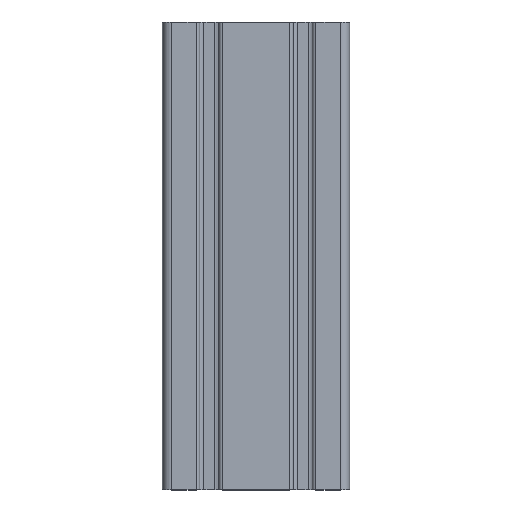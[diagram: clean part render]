
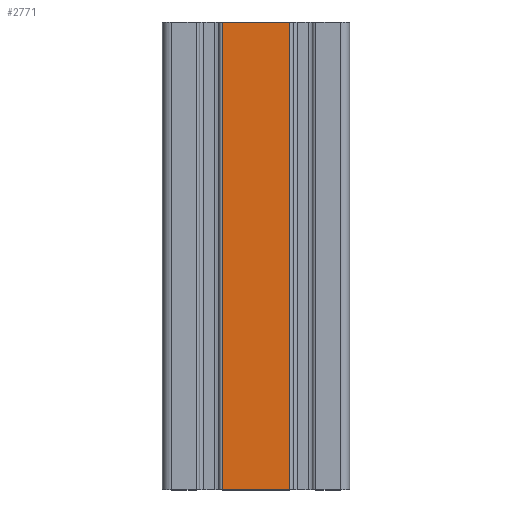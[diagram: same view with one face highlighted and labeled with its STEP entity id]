
A CAD part, top view. The second image highlights one B-rep face of the part: STEP entity #2771.
In plain terms, the highlighted planar face has unit normal (0, 0, 1).
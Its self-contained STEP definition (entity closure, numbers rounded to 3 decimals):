
#14 = LINE ( 'NONE', #1898, #1677 ) ;
#378 = CARTESIAN_POINT ( 'NONE',  ( -14.4, 0., 20. ) ) ;
#601 = DIRECTION ( 'NONE',  ( 0., -1., 0. ) ) ;
#711 = VECTOR ( 'NONE', #601, 1000. ) ;
#890 = DIRECTION ( 'NONE',  ( 1., 0., 0. ) ) ;
#897 = EDGE_CURVE ( 'NONE', #1444, #2067, #2790, .T. ) ;
#988 = DIRECTION ( 'NONE',  ( 1., 0., 0. ) ) ;
#1212 = ORIENTED_EDGE ( 'NONE', *, *, #3485, .T. ) ;
#1427 = VECTOR ( 'NONE', #1755, 1000. ) ;
#1444 = VERTEX_POINT ( 'NONE', #1969 ) ;
#1592 = VERTEX_POINT ( 'NONE', #3662 ) ;
#1677 = VECTOR ( 'NONE', #890, 1000. ) ;
#1755 = DIRECTION ( 'NONE',  ( 0., -1., 0. ) ) ;
#1898 = CARTESIAN_POINT ( 'NONE',  ( -14.4, 0., 20. ) ) ;
#1899 = FACE_OUTER_BOUND ( 'NONE', #2746, .T. ) ;
#1941 = CARTESIAN_POINT ( 'NONE',  ( -14.4, 0., 20. ) ) ;
#1969 = CARTESIAN_POINT ( 'NONE',  ( -14.4, 200., 20. ) ) ;
#2067 = VERTEX_POINT ( 'NONE', #4070 ) ;
#2081 = AXIS2_PLACEMENT_3D ( 'NONE', #1941, #2948, #3947 ) ;
#2148 = ORIENTED_EDGE ( 'NONE', *, *, #897, .F. ) ;
#2242 = CARTESIAN_POINT ( 'NONE',  ( 0., 200., 20. ) ) ;
#2297 = CARTESIAN_POINT ( 'NONE',  ( 14.4, 0., 20. ) ) ;
#2299 = LINE ( 'NONE', #378, #1427 ) ;
#2400 = EDGE_CURVE ( 'NONE', #2067, #1592, #3405, .T. ) ;
#2550 = VERTEX_POINT ( 'NONE', #3153 ) ;
#2746 = EDGE_LOOP ( 'NONE', ( #2781, #3841, #2148, #1212 ) ) ;
#2771 = ADVANCED_FACE ( 'NONE', ( #1899 ), #3962, .T. ) ;
#2781 = ORIENTED_EDGE ( 'NONE', *, *, #3675, .T. ) ;
#2790 = LINE ( 'NONE', #2242, #2839 ) ;
#2839 = VECTOR ( 'NONE', #988, 1000. ) ;
#2948 = DIRECTION ( 'NONE',  ( 0., 0., 1. ) ) ;
#3153 = CARTESIAN_POINT ( 'NONE',  ( -14.4, 0., 20. ) ) ;
#3405 = LINE ( 'NONE', #2297, #711 ) ;
#3485 = EDGE_CURVE ( 'NONE', #1444, #2550, #2299, .T. ) ;
#3662 = CARTESIAN_POINT ( 'NONE',  ( 14.4, 0., 20. ) ) ;
#3675 = EDGE_CURVE ( 'NONE', #2550, #1592, #14, .T. ) ;
#3841 = ORIENTED_EDGE ( 'NONE', *, *, #2400, .F. ) ;
#3947 = DIRECTION ( 'NONE',  ( 1., 0., 0. ) ) ;
#3962 = PLANE ( 'NONE',  #2081 ) ;
#4070 = CARTESIAN_POINT ( 'NONE',  ( 14.4, 200., 20. ) ) ;
